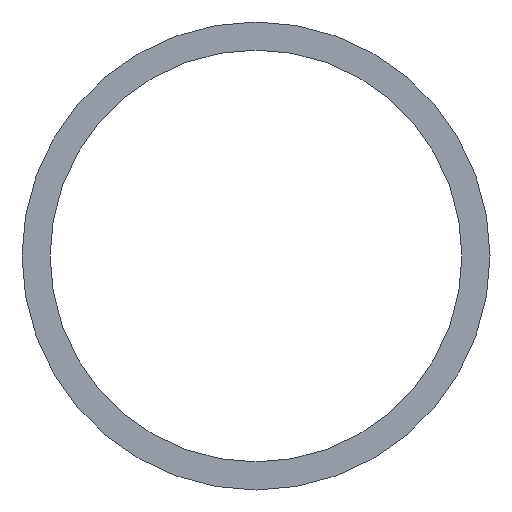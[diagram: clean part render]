
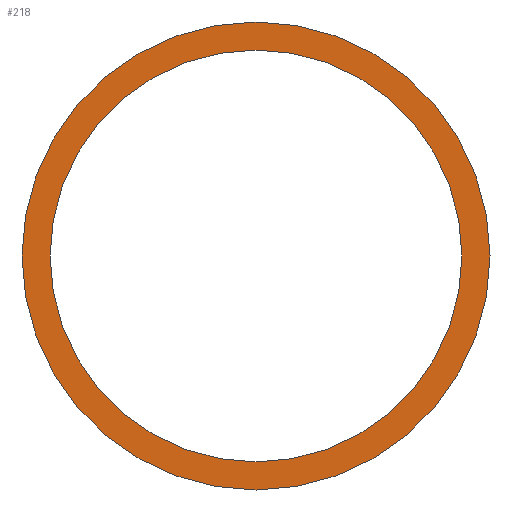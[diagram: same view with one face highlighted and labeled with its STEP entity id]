
A CAD part, front view. The second image highlights one B-rep face of the part: STEP entity #218.
In plain terms, the highlighted planar face has unit normal (0, -1, 0).
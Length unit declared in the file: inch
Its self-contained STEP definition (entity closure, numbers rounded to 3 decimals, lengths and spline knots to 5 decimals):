
#12 = VERTEX_POINT ( 'NONE', #104 ) ;
#20 = CARTESIAN_POINT ( 'NONE',  ( 0., 0., 0. ) ) ;
#21 = FACE_BOUND ( 'NONE', #122, .T. ) ;
#22 = VERTEX_POINT ( 'NONE', #162 ) ;
#25 = ORIENTED_EDGE ( 'NONE', *, *, #110, .T. ) ;
#26 = CARTESIAN_POINT ( 'NONE',  ( 0., 0., 0. ) ) ;
#41 = DIRECTION ( 'NONE',  ( 0., 0., 1. ) ) ;
#48 = CARTESIAN_POINT ( 'NONE',  ( 0., 0., 0.49985 ) ) ;
#56 = EDGE_LOOP ( 'NONE', ( #107, #252 ) ) ;
#60 = FACE_OUTER_BOUND ( 'NONE', #56, .T. ) ;
#66 = DIRECTION ( 'NONE',  ( 0., 0., 1. ) ) ;
#70 = CIRCLE ( 'NONE', #90, 0.49985 ) ;
#88 = DIRECTION ( 'NONE',  ( 0., 1., 0. ) ) ;
#90 = AXIS2_PLACEMENT_3D ( 'NONE', #240, #175, #157 ) ;
#101 = CIRCLE ( 'NONE', #153, 0.43985 ) ;
#104 = CARTESIAN_POINT ( 'NONE',  ( 0., 0., 0.43985 ) ) ;
#107 = ORIENTED_EDGE ( 'NONE', *, *, #242, .F. ) ;
#110 = EDGE_CURVE ( 'NONE', #185, #12, #216, .T. ) ;
#122 = EDGE_LOOP ( 'NONE', ( #25, #131 ) ) ;
#127 = AXIS2_PLACEMENT_3D ( 'NONE', #26, #244, #215 ) ;
#131 = ORIENTED_EDGE ( 'NONE', *, *, #189, .T. ) ;
#141 = AXIS2_PLACEMENT_3D ( 'NONE', #251, #249, #250 ) ;
#150 = AXIS2_PLACEMENT_3D ( 'NONE', #20, #165, #41 ) ;
#153 = AXIS2_PLACEMENT_3D ( 'NONE', #188, #88, #66 ) ;
#157 = DIRECTION ( 'NONE',  ( 0., 0., 1. ) ) ;
#162 = CARTESIAN_POINT ( 'NONE',  ( 0., 0., -0.49985 ) ) ;
#165 = DIRECTION ( 'NONE',  ( 0., 1., 0. ) ) ;
#169 = CIRCLE ( 'NONE', #141, 0.49985 ) ;
#175 = DIRECTION ( 'NONE',  ( 0., 1., 0. ) ) ;
#185 = VERTEX_POINT ( 'NONE', #197 ) ;
#188 = CARTESIAN_POINT ( 'NONE',  ( 0., 0., 0. ) ) ;
#189 = EDGE_CURVE ( 'NONE', #12, #185, #101, .T. ) ;
#197 = CARTESIAN_POINT ( 'NONE',  ( 0., 0., -0.43985 ) ) ;
#207 = PLANE ( 'NONE',  #127 ) ;
#212 = EDGE_CURVE ( 'NONE', #213, #22, #169, .T. ) ;
#213 = VERTEX_POINT ( 'NONE', #48 ) ;
#215 = DIRECTION ( 'NONE',  ( 0., 0., 1. ) ) ;
#216 = CIRCLE ( 'NONE', #150, 0.43985 ) ;
#218 = ADVANCED_FACE ( 'NONE', ( #60, #21 ), #207, .F. ) ;
#240 = CARTESIAN_POINT ( 'NONE',  ( 0., 0., 0. ) ) ;
#242 = EDGE_CURVE ( 'NONE', #22, #213, #70, .T. ) ;
#244 = DIRECTION ( 'NONE',  ( 0., 1., 0. ) ) ;
#249 = DIRECTION ( 'NONE',  ( 0., 1., 0. ) ) ;
#250 = DIRECTION ( 'NONE',  ( 0., 0., 1. ) ) ;
#251 = CARTESIAN_POINT ( 'NONE',  ( 0., 0., 0. ) ) ;
#252 = ORIENTED_EDGE ( 'NONE', *, *, #212, .F. ) ;
